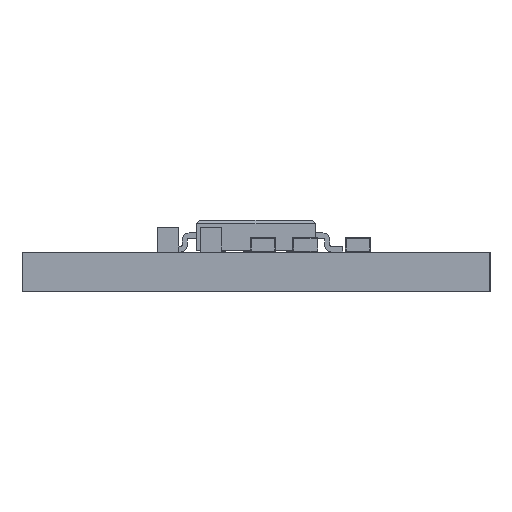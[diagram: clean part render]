
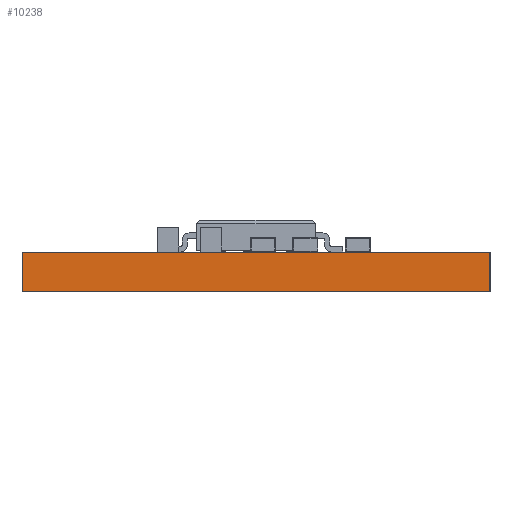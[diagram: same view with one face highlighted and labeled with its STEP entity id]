
A CAD part, left-side view. The second image highlights one B-rep face of the part: STEP entity #10238.
In plain terms, the highlighted planar face has unit normal (-1, 0, 0).
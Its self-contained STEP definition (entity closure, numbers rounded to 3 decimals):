
#677=PLANE('',#10896);
#1073=FACE_OUTER_BOUND('',#1606,.T.);
#1606=EDGE_LOOP('',(#7604,#7605,#7606,#7607));
#2432=LINE('',#15216,#3558);
#2440=LINE('',#15231,#3566);
#2441=LINE('',#15233,#3567);
#2442=LINE('',#15234,#3568);
#3558=VECTOR('',#12297,10.);
#3566=VECTOR('',#12309,10.);
#3567=VECTOR('',#12312,10.);
#3568=VECTOR('',#12313,10.);
#4941=VERTEX_POINT('',#15213);
#4942=VERTEX_POINT('',#15215);
#4946=VERTEX_POINT('',#15227);
#4947=VERTEX_POINT('',#15229);
#6018=EDGE_CURVE('',#4941,#4942,#2432,.T.);
#6026=EDGE_CURVE('',#4946,#4947,#2440,.T.);
#6027=EDGE_CURVE('',#4941,#4946,#2441,.T.);
#6028=EDGE_CURVE('',#4942,#4947,#2442,.T.);
#7604=ORIENTED_EDGE('',*,*,#6027,.T.);
#7605=ORIENTED_EDGE('',*,*,#6026,.T.);
#7606=ORIENTED_EDGE('',*,*,#6028,.F.);
#7607=ORIENTED_EDGE('',*,*,#6018,.F.);
#10238=ADVANCED_FACE('',(#1073),#677,.T.);
#10896=AXIS2_PLACEMENT_3D('',#15232,#12310,#12311);
#12297=DIRECTION('',(0.,0.,1.));
#12309=DIRECTION('',(0.,0.,1.));
#12310=DIRECTION('center_axis',(-1.,0.,0.));
#12311=DIRECTION('ref_axis',(0.,-1.,0.));
#12312=DIRECTION('',(0.,-1.,0.));
#12313=DIRECTION('',(0.,-1.,0.));
#15213=CARTESIAN_POINT('',(0.,17.78,0.));
#15215=CARTESIAN_POINT('',(0.,17.78,1.5));
#15216=CARTESIAN_POINT('',(0.,17.78,0.));
#15227=CARTESIAN_POINT('',(0.,0.,0.));
#15229=CARTESIAN_POINT('',(0.,0.,1.5));
#15231=CARTESIAN_POINT('',(0.,0.,0.));
#15232=CARTESIAN_POINT('Origin',(0.,17.78,0.));
#15233=CARTESIAN_POINT('',(0.,17.78,0.));
#15234=CARTESIAN_POINT('',(0.,17.78,1.5));
